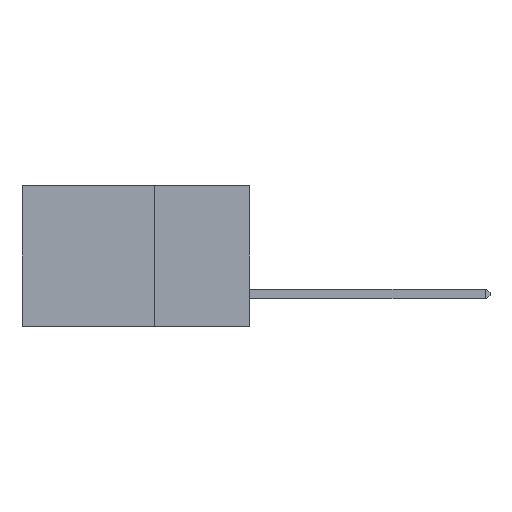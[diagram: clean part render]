
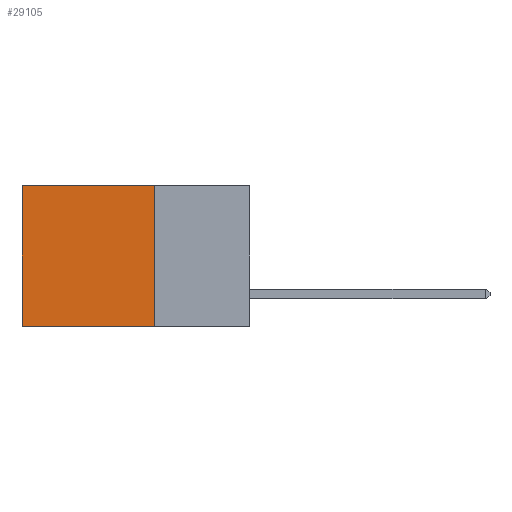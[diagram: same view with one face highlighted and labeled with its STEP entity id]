
A CAD part, left-side view. The second image highlights one B-rep face of the part: STEP entity #29105.
In plain terms, the highlighted planar face has unit normal (-1, 0, 0).
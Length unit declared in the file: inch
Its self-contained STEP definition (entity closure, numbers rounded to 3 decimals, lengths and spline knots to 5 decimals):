
#481 = EDGE_CURVE ( 'NONE', #19622, #12899, #10256, .T. ) ;
#719 = CARTESIAN_POINT ( 'NONE',  ( 0.2875, 0.6, 0. ) ) ;
#871 = CARTESIAN_POINT ( 'NONE',  ( 0.2875, 0.25, 0. ) ) ;
#1026 = LINE ( 'NONE', #6451, #15001 ) ;
#1085 = ORIENTED_EDGE ( 'NONE', *, *, #481, .T. ) ;
#1250 = DIRECTION ( 'NONE',  ( 0., 0., -1. ) ) ;
#4320 = DIRECTION ( 'NONE',  ( 0., 0., -1. ) ) ;
#5018 = EDGE_CURVE ( 'NONE', #10951, #12899, #14030, .T. ) ;
#6451 = CARTESIAN_POINT ( 'NONE',  ( 0.2875, 0.25, 0. ) ) ;
#7345 = ORIENTED_EDGE ( 'NONE', *, *, #13872, .T. ) ;
#7500 = VECTOR ( 'NONE', #16064, 39.37008 ) ;
#7634 = AXIS2_PLACEMENT_3D ( 'NONE', #34115, #20848, #4320 ) ;
#10040 = CARTESIAN_POINT ( 'NONE',  ( 0.2875, 0.6, -0.37 ) ) ;
#10256 = LINE ( 'NONE', #719, #24748 ) ;
#10951 = VERTEX_POINT ( 'NONE', #17868 ) ;
#11250 = VECTOR ( 'NONE', #30758, 39.37008 ) ;
#12099 = LINE ( 'NONE', #871, #11250 ) ;
#12404 = VERTEX_POINT ( 'NONE', #15743 ) ;
#12899 = VERTEX_POINT ( 'NONE', #10040 ) ;
#13872 = EDGE_CURVE ( 'NONE', #12404, #19622, #12099, .T. ) ;
#14030 = LINE ( 'NONE', #32126, #7500 ) ;
#14070 = CARTESIAN_POINT ( 'NONE',  ( 0.2875, 0.6, 0. ) ) ;
#15001 = VECTOR ( 'NONE', #33462, 39.37008 ) ;
#15743 = CARTESIAN_POINT ( 'NONE',  ( 0.2875, 0.25, 0. ) ) ;
#16064 = DIRECTION ( 'NONE',  ( 0., 1., 0. ) ) ;
#17177 = ORIENTED_EDGE ( 'NONE', *, *, #5018, .F. ) ;
#17868 = CARTESIAN_POINT ( 'NONE',  ( 0.2875, 0.25, -0.37 ) ) ;
#18119 = PLANE ( 'NONE',  #7634 ) ;
#19622 = VERTEX_POINT ( 'NONE', #14070 ) ;
#20848 = DIRECTION ( 'NONE',  ( 1., 0., 0. ) ) ;
#22202 = EDGE_CURVE ( 'NONE', #12404, #10951, #1026, .T. ) ;
#24481 = EDGE_LOOP ( 'NONE', ( #1085, #17177, #28562, #7345 ) ) ;
#24748 = VECTOR ( 'NONE', #1250, 39.37008 ) ;
#28562 = ORIENTED_EDGE ( 'NONE', *, *, #22202, .F. ) ;
#29105 = ADVANCED_FACE ( 'NONE', ( #29805 ), #18119, .F. ) ;
#29805 = FACE_OUTER_BOUND ( 'NONE', #24481, .T. ) ;
#30758 = DIRECTION ( 'NONE',  ( 0., 1., 0. ) ) ;
#32126 = CARTESIAN_POINT ( 'NONE',  ( 0.2875, 0.25, -0.37 ) ) ;
#33462 = DIRECTION ( 'NONE',  ( 0., 0., -1. ) ) ;
#34115 = CARTESIAN_POINT ( 'NONE',  ( 0.2875, 0.25, 0. ) ) ;
